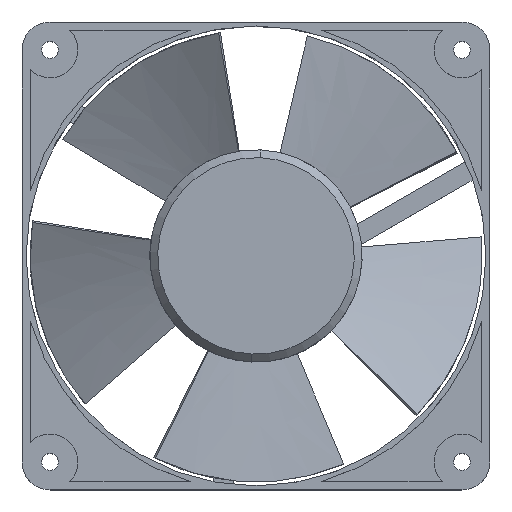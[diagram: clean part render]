
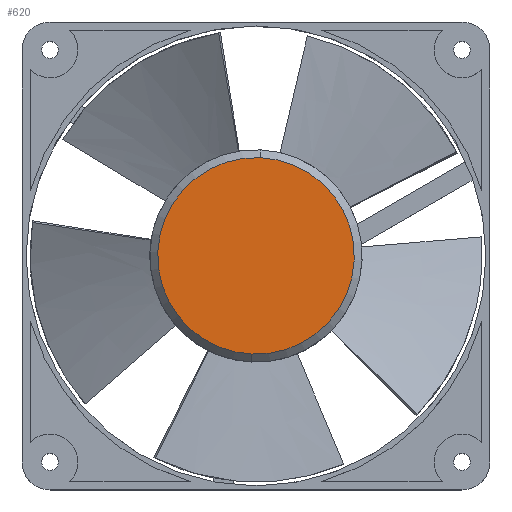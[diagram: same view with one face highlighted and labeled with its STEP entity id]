
A CAD part, top view. The second image highlights one B-rep face of the part: STEP entity #620.
In plain terms, the highlighted face is planar.
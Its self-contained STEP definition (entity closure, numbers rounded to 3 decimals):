
#533 = ORIENTED_EDGE ( 'NONE', *, *, #578, .T. ) ;
#578 = EDGE_CURVE ( 'NONE', #657, #668, #1674, .T. ) ;
#592 = EDGE_LOOP ( 'NONE', ( #533, #933 ) ) ;
#620 = ADVANCED_FACE ( 'NONE', ( #1693 ), #1757, .F. ) ;
#657 = VERTEX_POINT ( 'NONE', #1732 ) ;
#668 = VERTEX_POINT ( 'NONE', #1778 ) ;
#677 = EDGE_CURVE ( 'NONE', #668, #657, #1771, .T. ) ;
#933 = ORIENTED_EDGE ( 'NONE', *, *, #677, .T. ) ;
#1670 = DIRECTION ( 'NONE',  ( 0., 1., 0. ) ) ;
#1671 = DIRECTION ( 'NONE',  ( -1., 0., 0. ) ) ;
#1672 = CARTESIAN_POINT ( 'NONE',  ( -32., 0., 0. ) ) ;
#1673 = AXIS2_PLACEMENT_3D ( 'NONE', #1672, #1671, #1670 ) ;
#1674 = CIRCLE ( 'NONE', #1673, 25. ) ;
#1693 = FACE_OUTER_BOUND ( 'NONE', #592, .T. ) ;
#1732 = CARTESIAN_POINT ( 'NONE',  ( -32., 25., 0. ) ) ;
#1753 = DIRECTION ( 'NONE',  ( 0., 1., 0. ) ) ;
#1754 = DIRECTION ( 'NONE',  ( 1., 0., 0. ) ) ;
#1755 = CARTESIAN_POINT ( 'NONE',  ( -32., 0., 0. ) ) ;
#1756 = AXIS2_PLACEMENT_3D ( 'NONE', #1755, #1754, #1753 ) ;
#1757 = PLANE ( 'NONE',  #1756 ) ;
#1767 = DIRECTION ( 'NONE',  ( 0., 1., 0. ) ) ;
#1768 = DIRECTION ( 'NONE',  ( -1., 0., 0. ) ) ;
#1769 = CARTESIAN_POINT ( 'NONE',  ( -32., 0., 0. ) ) ;
#1770 = AXIS2_PLACEMENT_3D ( 'NONE', #1769, #1768, #1767 ) ;
#1771 = CIRCLE ( 'NONE', #1770, 25. ) ;
#1778 = CARTESIAN_POINT ( 'NONE',  ( -32., -25., 0. ) ) ;
